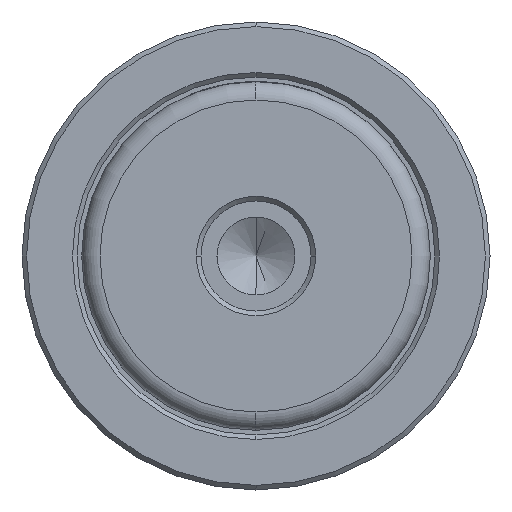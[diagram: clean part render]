
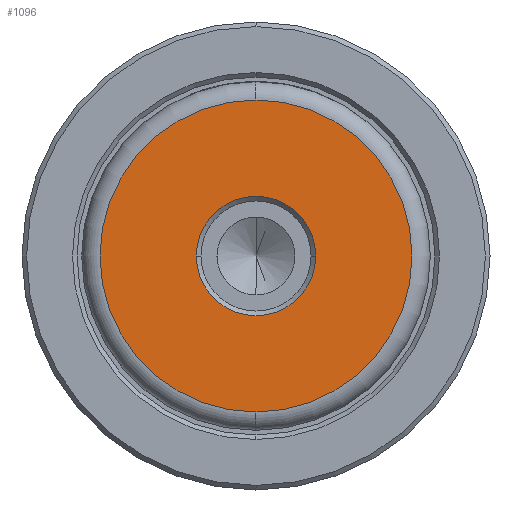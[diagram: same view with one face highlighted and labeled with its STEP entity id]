
A CAD part, left-side view. The second image highlights one B-rep face of the part: STEP entity #1096.
In plain terms, the highlighted planar face has unit normal (-1, 0, 0).
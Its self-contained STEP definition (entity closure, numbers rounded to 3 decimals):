
#2 = VERTEX_POINT ( 'NONE', #414 ) ;
#52 = CIRCLE ( 'NONE', #165, 16.997 ) ;
#72 = DIRECTION ( 'NONE',  ( -1., 0., 0. ) ) ;
#100 = DIRECTION ( 'NONE',  ( 0., 0., 1. ) ) ;
#165 = AXIS2_PLACEMENT_3D ( 'NONE', #2347, #1228, #100 ) ;
#198 = AXIS2_PLACEMENT_3D ( 'NONE', #1536, #404, #1727 ) ;
#338 = DIRECTION ( 'NONE',  ( 1., 0., 0. ) ) ;
#347 = VERTEX_POINT ( 'NONE', #2282 ) ;
#348 = VERTEX_POINT ( 'NONE', #1152 ) ;
#360 = EDGE_CURVE ( 'NONE', #2, #437, #1438, .T. ) ;
#404 = DIRECTION ( 'NONE',  ( -1., 0., 0. ) ) ;
#414 = CARTESIAN_POINT ( 'NONE',  ( 0., -6.5, 0. ) ) ;
#437 = VERTEX_POINT ( 'NONE', #2046 ) ;
#597 = ORIENTED_EDGE ( 'NONE', *, *, #2311, .T. ) ;
#625 = DIRECTION ( 'NONE',  ( 1., 0., 0. ) ) ;
#628 = PLANE ( 'NONE',  #639 ) ;
#639 = AXIS2_PLACEMENT_3D ( 'NONE', #2128, #72, #1381 ) ;
#673 = CIRCLE ( 'NONE', #715, 6.5 ) ;
#698 = FACE_OUTER_BOUND ( 'NONE', #1481, .T. ) ;
#715 = AXIS2_PLACEMENT_3D ( 'NONE', #1755, #625, #1940 ) ;
#862 = ORIENTED_EDGE ( 'NONE', *, *, #360, .T. ) ;
#1096 = ADVANCED_FACE ( 'NONE', ( #1680, #698 ), #628, .T. ) ;
#1152 = CARTESIAN_POINT ( 'NONE',  ( 0., 0., 16.997 ) ) ;
#1228 = DIRECTION ( 'NONE',  ( -1., 0., 0. ) ) ;
#1230 = CIRCLE ( 'NONE', #198, 16.997 ) ;
#1235 = ORIENTED_EDGE ( 'NONE', *, *, #1298, .T. ) ;
#1298 = EDGE_CURVE ( 'NONE', #347, #348, #1230, .T. ) ;
#1381 = DIRECTION ( 'NONE',  ( 0., 0., 1. ) ) ;
#1397 = EDGE_CURVE ( 'NONE', #437, #2, #673, .T. ) ;
#1438 = CIRCLE ( 'NONE', #2113, 6.5 ) ;
#1469 = CARTESIAN_POINT ( 'NONE',  ( 0., 0., 0. ) ) ;
#1481 = EDGE_LOOP ( 'NONE', ( #597, #1235 ) ) ;
#1536 = CARTESIAN_POINT ( 'NONE',  ( 0., 0., 0. ) ) ;
#1655 = DIRECTION ( 'NONE',  ( 0., 0., 1. ) ) ;
#1680 = FACE_BOUND ( 'NONE', #2242, .T. ) ;
#1727 = DIRECTION ( 'NONE',  ( 0., 0., 1. ) ) ;
#1755 = CARTESIAN_POINT ( 'NONE',  ( 0., 0., 0. ) ) ;
#1940 = DIRECTION ( 'NONE',  ( 0., 0., 1. ) ) ;
#2046 = CARTESIAN_POINT ( 'NONE',  ( 0., 6.5, 0. ) ) ;
#2111 = ORIENTED_EDGE ( 'NONE', *, *, #1397, .T. ) ;
#2113 = AXIS2_PLACEMENT_3D ( 'NONE', #1469, #338, #1655 ) ;
#2128 = CARTESIAN_POINT ( 'NONE',  ( 0., 0., 0. ) ) ;
#2242 = EDGE_LOOP ( 'NONE', ( #862, #2111 ) ) ;
#2282 = CARTESIAN_POINT ( 'NONE',  ( 0., 0., -16.997 ) ) ;
#2311 = EDGE_CURVE ( 'NONE', #348, #347, #52, .T. ) ;
#2347 = CARTESIAN_POINT ( 'NONE',  ( 0., 0., 0. ) ) ;
